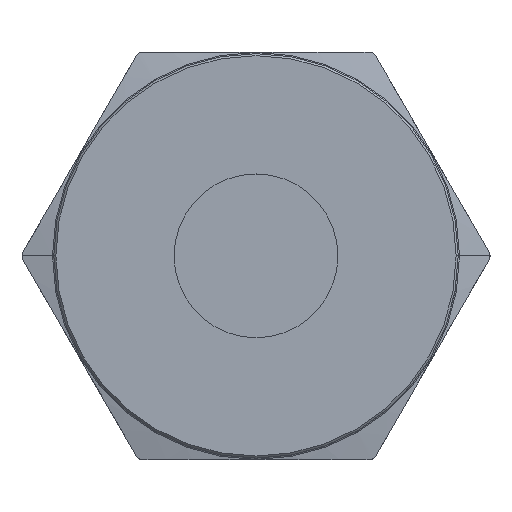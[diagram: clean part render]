
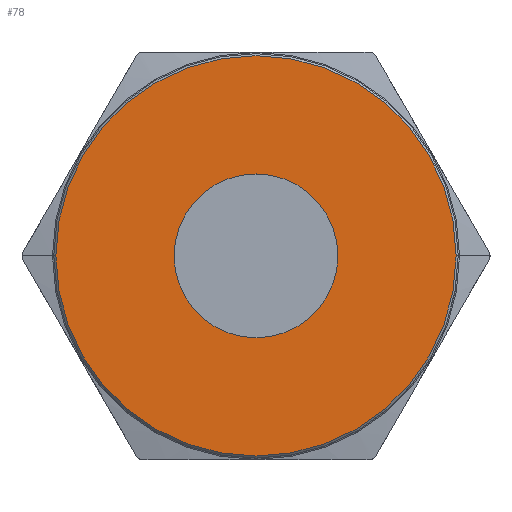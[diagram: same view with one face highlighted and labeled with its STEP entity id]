
A CAD part, top view. The second image highlights one B-rep face of the part: STEP entity #78.
In plain terms, the highlighted planar face has unit normal (0, 0, 1).
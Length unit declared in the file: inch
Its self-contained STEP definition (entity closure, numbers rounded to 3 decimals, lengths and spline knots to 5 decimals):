
#35 = EDGE_LOOP ( 'NONE', ( #3076, #3077 ) ) ;
#78 = ADVANCED_FACE ( 'NONE', ( #2248, #2298 ), #3259, .T. ) ;
#179 = CIRCLE ( 'NONE', #393, 0.402 ) ;
#180 = CIRCLE ( 'NONE', #394, 0.9825 ) ;
#320 = AXIS2_PLACEMENT_3D ( 'NONE', #3261, #3262, #3257 ) ;
#363 = AXIS2_PLACEMENT_3D ( 'NONE', #2534, #2535, #2536 ) ;
#371 = AXIS2_PLACEMENT_3D ( 'NONE', #2594, #2595, #2596 ) ;
#393 = AXIS2_PLACEMENT_3D ( 'NONE', #970, #971, #972 ) ;
#394 = AXIS2_PLACEMENT_3D ( 'NONE', #975, #976, #977 ) ;
#499 = VERTEX_POINT ( 'NONE', #1935 ) ;
#501 = VERTEX_POINT ( 'NONE', #1936 ) ;
#519 = VERTEX_POINT ( 'NONE', #1954 ) ;
#532 = VERTEX_POINT ( 'NONE', #1967 ) ;
#595 = CIRCLE ( 'NONE', #363, 0.402 ) ;
#608 = CIRCLE ( 'NONE', #371, 0.9825 ) ;
#713 = EDGE_LOOP ( 'NONE', ( #3074, #3075 ) ) ;
#970 = CARTESIAN_POINT ( 'NONE',  ( 0., 0., 0.49 ) ) ;
#971 = DIRECTION ( 'NONE',  ( 0., 0., 1. ) ) ;
#972 = DIRECTION ( 'NONE',  ( 1., 0., 0. ) ) ;
#975 = CARTESIAN_POINT ( 'NONE',  ( 0., 0., 0.49 ) ) ;
#976 = DIRECTION ( 'NONE',  ( 0., 0., 1. ) ) ;
#977 = DIRECTION ( 'NONE',  ( 1., 0., 0. ) ) ;
#1935 = CARTESIAN_POINT ( 'NONE',  ( -0.402, 0., 0.49 ) ) ;
#1936 = CARTESIAN_POINT ( 'NONE',  ( 0.402, 0., 0.49 ) ) ;
#1954 = CARTESIAN_POINT ( 'NONE',  ( 0.9825, 0., 0.49 ) ) ;
#1967 = CARTESIAN_POINT ( 'NONE',  ( -0.9825, 0., 0.49 ) ) ;
#2248 = FACE_BOUND ( 'NONE', #713, .T. ) ;
#2298 = FACE_OUTER_BOUND ( 'NONE', #35, .T. ) ;
#2534 = CARTESIAN_POINT ( 'NONE',  ( 0., 0., 0.49 ) ) ;
#2535 = DIRECTION ( 'NONE',  ( 0., 0., 1. ) ) ;
#2536 = DIRECTION ( 'NONE',  ( 1., 0., 0. ) ) ;
#2594 = CARTESIAN_POINT ( 'NONE',  ( 0., 0., 0.49 ) ) ;
#2595 = DIRECTION ( 'NONE',  ( 0., 0., 1. ) ) ;
#2596 = DIRECTION ( 'NONE',  ( 1., 0., 0. ) ) ;
#2931 = EDGE_CURVE ( 'NONE', #499, #501, #595, .T. ) ;
#2947 = EDGE_CURVE ( 'NONE', #519, #532, #608, .T. ) ;
#3023 = EDGE_CURVE ( 'NONE', #501, #499, #179, .T. ) ;
#3024 = EDGE_CURVE ( 'NONE', #532, #519, #180, .T. ) ;
#3074 = ORIENTED_EDGE ( 'NONE', *, *, #3023, .F. ) ;
#3075 = ORIENTED_EDGE ( 'NONE', *, *, #2931, .F. ) ;
#3076 = ORIENTED_EDGE ( 'NONE', *, *, #3024, .T. ) ;
#3077 = ORIENTED_EDGE ( 'NONE', *, *, #2947, .T. ) ;
#3257 = DIRECTION ( 'NONE',  ( 1., 0., 0. ) ) ;
#3259 = PLANE ( 'NONE',  #320 ) ;
#3261 = CARTESIAN_POINT ( 'NONE',  ( 0., 0., 0.49 ) ) ;
#3262 = DIRECTION ( 'NONE',  ( 0., 0., 1. ) ) ;
